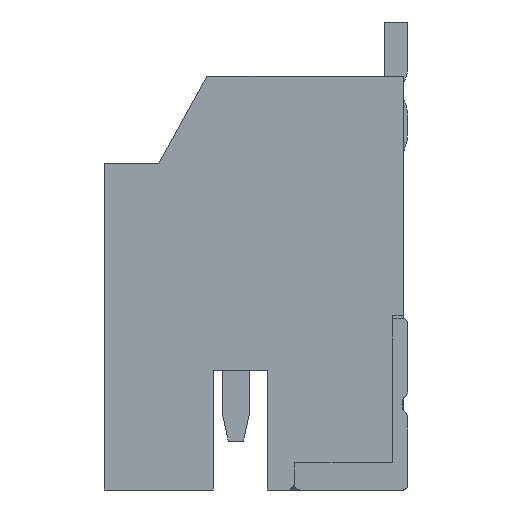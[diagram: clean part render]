
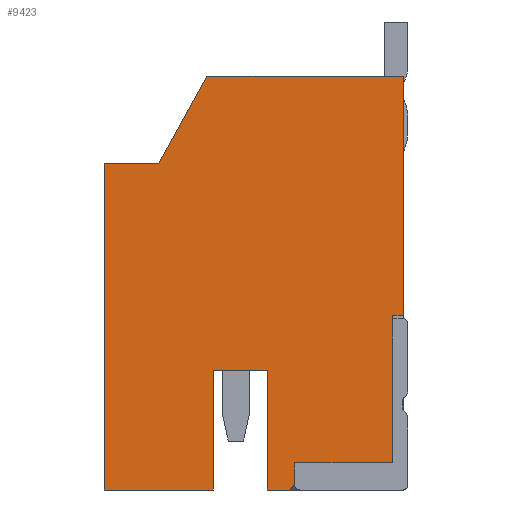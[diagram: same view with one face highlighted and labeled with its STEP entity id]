
A CAD part, left-side view. The second image highlights one B-rep face of the part: STEP entity #9423.
In plain terms, the highlighted planar face has unit normal (-1, 0, 0).
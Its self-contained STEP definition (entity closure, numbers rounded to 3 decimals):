
#427=DIRECTION('',(0.,-0.707,0.707));
#428=VECTOR('',#427,0.141);
#429=CARTESIAN_POINT('',(-14.,2.1,-3.));
#430=LINE('',#429,#428);
#431=DIRECTION('',(0.,-1.,0.));
#432=VECTOR('',#431,0.4);
#433=CARTESIAN_POINT('',(-14.,2.5,-3.));
#434=LINE('',#433,#432);
#435=DIRECTION('',(0.,0.,-1.));
#436=VECTOR('',#435,2.2);
#437=CARTESIAN_POINT('',(-14.,2.5,-0.8));
#438=LINE('',#437,#436);
#439=DIRECTION('',(0.,-1.,0.));
#440=VECTOR('',#439,1.);
#441=CARTESIAN_POINT('',(-14.,3.5,-0.8));
#442=LINE('',#441,#440);
#443=DIRECTION('',(0.,0.,1.));
#444=VECTOR('',#443,2.2);
#445=CARTESIAN_POINT('',(-14.,3.5,-3.));
#446=LINE('',#445,#444);
#447=DIRECTION('',(0.,-1.,0.));
#448=VECTOR('',#447,2.);
#449=CARTESIAN_POINT('',(-14.,5.5,-3.));
#450=LINE('',#449,#448);
#451=DIRECTION('',(0.,1.,0.));
#452=VECTOR('',#451,1.);
#453=CARTESIAN_POINT('',(-14.,4.5,3.));
#454=LINE('',#453,#452);
#455=DIRECTION('',(0.,0.485,-0.875));
#456=VECTOR('',#455,1.829);
#457=CARTESIAN_POINT('',(-14.,3.613,4.6));
#458=LINE('',#457,#456);
#459=DIRECTION('',(0.,0.,1.));
#460=VECTOR('',#459,4.4);
#461=CARTESIAN_POINT('',(-14.,0.,0.2));
#462=LINE('',#461,#460);
#518=DIRECTION('',(0.,1.,0.));
#519=VECTOR('',#518,1.8);
#520=CARTESIAN_POINT('',(-14.,0.2,-2.5));
#521=LINE('',#520,#519);
#530=DIRECTION('',(0.,0.,-1.));
#531=VECTOR('',#530,0.4);
#532=CARTESIAN_POINT('',(-14.,2.,-2.5));
#533=LINE('',#532,#531);
#562=DIRECTION('',(0.,0.,-1.));
#563=VECTOR('',#562,2.7);
#564=CARTESIAN_POINT('',(-14.,0.2,0.2));
#565=LINE('',#564,#563);
#747=DIRECTION('',(0.,-1.,0.));
#748=VECTOR('',#747,0.2);
#749=CARTESIAN_POINT('',(-14.,0.2,0.2));
#750=LINE('',#749,#748);
#771=DIRECTION('',(0.,1.,0.));
#772=VECTOR('',#771,3.613);
#773=CARTESIAN_POINT('',(-14.,0.,4.6));
#774=LINE('',#773,#772);
#1797=DIRECTION('',(0.,0.,1.));
#1798=VECTOR('',#1797,6.);
#1799=CARTESIAN_POINT('',(-14.,5.5,-3.));
#1800=LINE('',#1799,#1798);
#7525=CARTESIAN_POINT('',(-14.,0.,0.2));
#7527=VERTEX_POINT('',#7525);
#7539=CARTESIAN_POINT('',(-14.,0.,4.6));
#7540=VERTEX_POINT('',#7539);
#7595=CARTESIAN_POINT('',(-14.,2.5,-3.));
#7596=VERTEX_POINT('',#7595);
#7597=CARTESIAN_POINT('',(-14.,2.1,-3.));
#7598=VERTEX_POINT('',#7597);
#7639=CARTESIAN_POINT('',(-14.,5.5,-3.));
#7640=VERTEX_POINT('',#7639);
#7641=CARTESIAN_POINT('',(-14.,3.5,-3.));
#7642=VERTEX_POINT('',#7641);
#7811=CARTESIAN_POINT('',(-14.,4.5,3.));
#7812=VERTEX_POINT('',#7811);
#7813=CARTESIAN_POINT('',(-14.,5.5,3.));
#7814=VERTEX_POINT('',#7813);
#8093=CARTESIAN_POINT('',(-14.,3.5,-0.8));
#8094=VERTEX_POINT('',#8093);
#8103=CARTESIAN_POINT('',(-14.,2.5,-0.8));
#8104=VERTEX_POINT('',#8103);
#8105=CARTESIAN_POINT('',(-14.,2.,-2.9));
#8106=VERTEX_POINT('',#8105);
#8107=CARTESIAN_POINT('',(-14.,3.613,4.6));
#8108=VERTEX_POINT('',#8107);
#8109=CARTESIAN_POINT('',(-14.,0.2,0.2));
#8110=VERTEX_POINT('',#8109);
#8111=CARTESIAN_POINT('',(-14.,0.2,-2.5));
#8112=VERTEX_POINT('',#8111);
#8113=CARTESIAN_POINT('',(-14.,2.,-2.5));
#8114=VERTEX_POINT('',#8113);
#9388=CARTESIAN_POINT('',(-14.,2.75,0.8));
#9389=DIRECTION('',(1.,0.,0.));
#9390=DIRECTION('',(0.,0.,1.));
#9391=AXIS2_PLACEMENT_3D('',#9388,#9389,#9390);
#9392=PLANE('',#9391);
#9394=ORIENTED_EDGE('',*,*,#9393,.F.);
#9395=ORIENTED_EDGE('',*,*,#9357,.F.);
#9396=ORIENTED_EDGE('',*,*,#9379,.F.);
#9398=ORIENTED_EDGE('',*,*,#9397,.F.);
#9400=ORIENTED_EDGE('',*,*,#9399,.F.);
#9402=ORIENTED_EDGE('',*,*,#9401,.F.);
#9404=ORIENTED_EDGE('',*,*,#9403,.T.);
#9406=ORIENTED_EDGE('',*,*,#9405,.F.);
#9408=ORIENTED_EDGE('',*,*,#9407,.F.);
#9410=ORIENTED_EDGE('',*,*,#9409,.F.);
#9412=ORIENTED_EDGE('',*,*,#9411,.F.);
#9414=ORIENTED_EDGE('',*,*,#9413,.F.);
#9416=ORIENTED_EDGE('',*,*,#9415,.T.);
#9418=ORIENTED_EDGE('',*,*,#9417,.T.);
#9420=ORIENTED_EDGE('',*,*,#9419,.T.);
#9421=EDGE_LOOP('',(#9394,#9395,#9396,#9398,#9400,#9402,#9404,#9406,#9408,#9410,
#9412,#9414,#9416,#9418,#9420));
#9422=FACE_OUTER_BOUND('',#9421,.F.);
#9423=ADVANCED_FACE('',(#9422),#9392,.F.);
#9357=EDGE_CURVE('',#7596,#7598,#434,.T.);
#9379=EDGE_CURVE('',#8104,#7596,#438,.T.);
#9393=EDGE_CURVE('',#7598,#8106,#430,.T.);
#9397=EDGE_CURVE('',#8094,#8104,#442,.T.);
#9399=EDGE_CURVE('',#7642,#8094,#446,.T.);
#9401=EDGE_CURVE('',#7640,#7642,#450,.T.);
#9403=EDGE_CURVE('',#7640,#7814,#1800,.T.);
#9405=EDGE_CURVE('',#7812,#7814,#454,.T.);
#9407=EDGE_CURVE('',#8108,#7812,#458,.T.);
#9409=EDGE_CURVE('',#7540,#8108,#774,.T.);
#9411=EDGE_CURVE('',#7527,#7540,#462,.T.);
#9413=EDGE_CURVE('',#8110,#7527,#750,.T.);
#9415=EDGE_CURVE('',#8110,#8112,#565,.T.);
#9417=EDGE_CURVE('',#8112,#8114,#521,.T.);
#9419=EDGE_CURVE('',#8114,#8106,#533,.T.);
